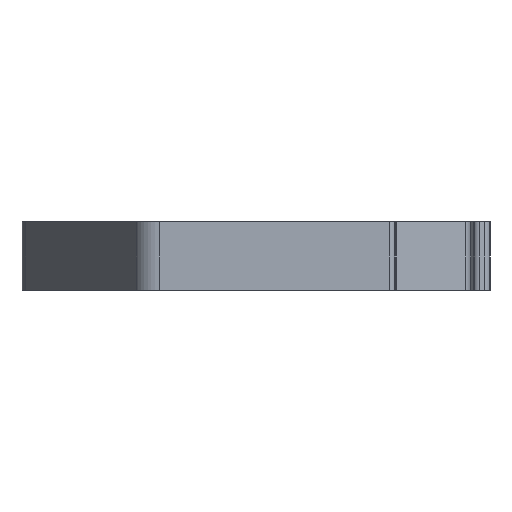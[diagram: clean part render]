
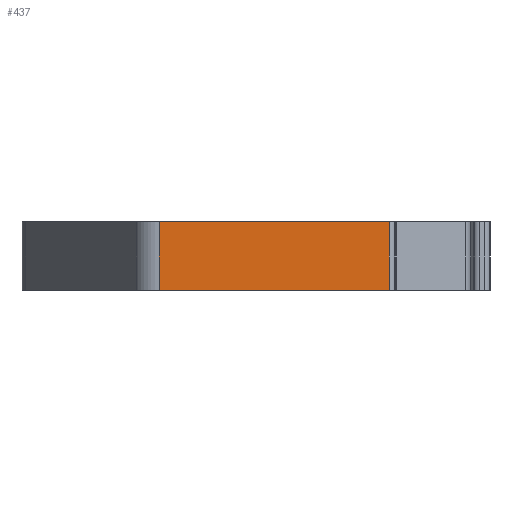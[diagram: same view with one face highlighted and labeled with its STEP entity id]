
A CAD part, left-side view. The second image highlights one B-rep face of the part: STEP entity #437.
In plain terms, the highlighted planar face has unit normal (-1, 0, 0).
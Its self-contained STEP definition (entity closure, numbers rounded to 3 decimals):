
#437 = ADVANCED_FACE( '', ( #920 ), #921, .T. );
#920 = FACE_OUTER_BOUND( '', #1443, .T. );
#921 = PLANE( '', #1444 );
#1443 = EDGE_LOOP( '', ( #2859, #2860, #2861, #2862 ) );
#1444 = AXIS2_PLACEMENT_3D( '', #2863, #2864, #2865 );
#2859 = ORIENTED_EDGE( '', *, *, #3420, .T. );
#2860 = ORIENTED_EDGE( '', *, *, #3848, .T. );
#2861 = ORIENTED_EDGE( '', *, *, #3692, .F. );
#2862 = ORIENTED_EDGE( '', *, *, #3563, .T. );
#2863 = CARTESIAN_POINT( '', ( -30.35, -5.998, 0. ) );
#2864 = DIRECTION( '', ( -1., 0., 0. ) );
#2865 = DIRECTION( '', ( 0., 0., 1. ) );
#3420 = EDGE_CURVE( '', #4206, #4204, #4207, .T. );
#3563 = EDGE_CURVE( '', #4449, #4206, #4450, .F. );
#3692 = EDGE_CURVE( '', #4449, #4634, #4635, .T. );
#3848 = EDGE_CURVE( '', #4204, #4634, #4831, .T. );
#4204 = VERTEX_POINT( '', #5289 );
#4206 = VERTEX_POINT( '', #5291 );
#4207 = LINE( '', #5292, #5293 );
#4449 = VERTEX_POINT( '', #5626 );
#4450 = LINE( '', #5627, #5628 );
#4634 = VERTEX_POINT( '', #5890 );
#4635 = LINE( '', #5891, #5892 );
#4831 = LINE( '', #6168, #6169 );
#5289 = CARTESIAN_POINT( '', ( -30.35, 7.319, 0. ) );
#5291 = CARTESIAN_POINT( '', ( -30.35, -10.067, 0. ) );
#5292 = CARTESIAN_POINT( '', ( -30.35, -5.998, 0. ) );
#5293 = VECTOR( '', #6472, 1000. );
#5626 = CARTESIAN_POINT( '', ( -30.35, -10.067, -5.15 ) );
#5627 = CARTESIAN_POINT( '', ( -30.35, -10.067, -5.15 ) );
#5628 = VECTOR( '', #6663, 1000. );
#5890 = CARTESIAN_POINT( '', ( -30.35, 7.319, -5.15 ) );
#5891 = CARTESIAN_POINT( '', ( -30.35, -17.2, -5.15 ) );
#5892 = VECTOR( '', #6802, 1000. );
#6168 = CARTESIAN_POINT( '', ( -30.35, 7.319, 0. ) );
#6169 = VECTOR( '', #6961, 1000. );
#6472 = DIRECTION( '', ( 0., 1., 0. ) );
#6663 = DIRECTION( '', ( 0., 0., -1. ) );
#6802 = DIRECTION( '', ( 0., 1., 0. ) );
#6961 = DIRECTION( '', ( 0., 0., -1. ) );
